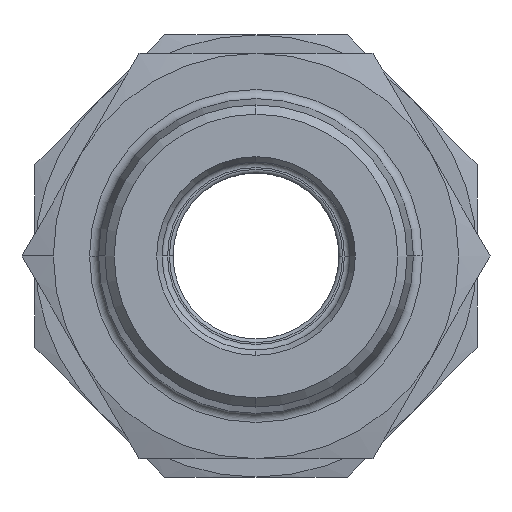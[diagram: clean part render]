
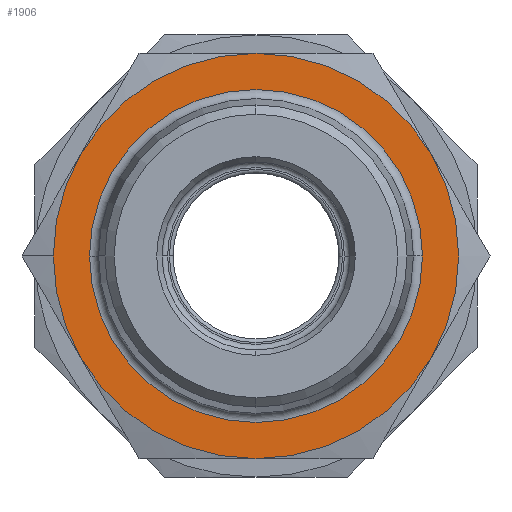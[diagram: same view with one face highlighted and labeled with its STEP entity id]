
A CAD part, left-side view. The second image highlights one B-rep face of the part: STEP entity #1906.
In plain terms, the highlighted planar face has unit normal (-1, 0, 0).
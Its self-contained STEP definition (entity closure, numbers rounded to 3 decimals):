
#273=CARTESIAN_POINT('',(-4.5,9.526,5.5));
#307=CARTESIAN_POINT('',(-4.5,0.,11.));
#341=CARTESIAN_POINT('',(-4.5,-9.526,5.5));
#377=CARTESIAN_POINT('',(-4.5,-9.526,
-5.5));
#411=CARTESIAN_POINT('',(-4.5,0.,-11.));
#461=CARTESIAN_POINT('',(-4.5,9.526,-5.5));
#497=CARTESIAN_POINT('',(-4.5,0.,0.));
#498=DIRECTION('',(-1.,0.,0.));
#499=DIRECTION('',(0.,-0.866,-0.5));
#500=AXIS2_PLACEMENT_3D('',#497,#498,#499);
#506=CARTESIAN_POINT('',(-4.5,0.,0.));
#507=DIRECTION('',(1.,0.,0.));
#508=DIRECTION('',(0.,1.,0.));
#509=AXIS2_PLACEMENT_3D('',#506,#507,#508);
#511=CARTESIAN_POINT('',(-4.5,0.,0.));
#512=DIRECTION('',(1.,0.,0.));
#513=DIRECTION('',(0.,-1.,0.));
#514=AXIS2_PLACEMENT_3D('',#511,#512,#513);
#516=CARTESIAN_POINT('',(-4.5,0.,0.));
#517=DIRECTION('',(1.,0.,0.));
#518=DIRECTION('',(0.,1.,0.));
#519=AXIS2_PLACEMENT_3D('',#516,#517,#518);
#521=CARTESIAN_POINT('',(-4.5,0.,0.));
#522=DIRECTION('',(1.,0.,0.));
#523=DIRECTION('',(0.,0.866,0.5));
#524=AXIS2_PLACEMENT_3D('',#521,#522,#523);
#526=CARTESIAN_POINT('',(-4.5,0.,0.));
#527=DIRECTION('',(1.,0.,0.));
#528=DIRECTION('',(0.,0.,1.));
#529=AXIS2_PLACEMENT_3D('',#526,#527,#528);
#531=CARTESIAN_POINT('',(-4.5,0.,0.));
#532=DIRECTION('',(-1.,0.,0.));
#533=DIRECTION('',(0.,0.,-1.));
#534=AXIS2_PLACEMENT_3D('',#531,#532,#533);
#536=CARTESIAN_POINT('',(-4.5,0.,0.));
#537=DIRECTION('',(-1.,0.,0.));
#538=DIRECTION('',(0.,0.866,-0.5));
#539=AXIS2_PLACEMENT_3D('',#536,#537,#538);
#541=CARTESIAN_POINT('',(-4.5,0.,0.));
#542=DIRECTION('',(-1.,0.,0.));
#543=DIRECTION('',(0.,1.,0.));
#544=AXIS2_PLACEMENT_3D('',#541,#542,#543);
#1097=CARTESIAN_POINT('',(-4.5,9.038,0.));
#1098=CARTESIAN_POINT('',(-4.5,-9.038,0.));
#1099=VERTEX_POINT('',#1097);
#1100=VERTEX_POINT('',#1098);
#1156=VERTEX_POINT('',#341);
#1157=VERTEX_POINT('',#307);
#1158=VERTEX_POINT('',#273);
#1162=VERTEX_POINT('',#411);
#1163=VERTEX_POINT('',#377);
#1164=VERTEX_POINT('',#461);
#1167=CARTESIAN_POINT('',(-4.5,11.,0.));
#1168=VERTEX_POINT('',#1167);
#1885=CARTESIAN_POINT('',(-4.5,0.,0.));
#1886=DIRECTION('',(1.,0.,0.));
#1887=DIRECTION('',(0.,-1.,0.));
#1888=AXIS2_PLACEMENT_3D('',#1885,#1886,#1887);
#1889=PLANE('',#1888);
#1891=ORIENTED_EDGE('',*,*,#1890,.T.);
#1892=ORIENTED_EDGE('',*,*,#1818,.T.);
#1893=ORIENTED_EDGE('',*,*,#1842,.T.);
#1894=ORIENTED_EDGE('',*,*,#1831,.F.);
#1895=ORIENTED_EDGE('',*,*,#1854,.F.);
#1896=ORIENTED_EDGE('',*,*,#1867,.F.);
#1897=ORIENTED_EDGE('',*,*,#1880,.F.);
#1898=EDGE_LOOP('',(#1891,#1892,#1893,#1894,#1895,#1896,#1897));
#1899=FACE_OUTER_BOUND('',#1898,.F.);
#1901=ORIENTED_EDGE('',*,*,#1900,.F.);
#1903=ORIENTED_EDGE('',*,*,#1902,.F.);
#1904=EDGE_LOOP('',(#1901,#1903));
#1905=FACE_BOUND('',#1904,.F.);
#1906=ADVANCED_FACE('',(#1899,#1905),#1889,.F.);
#501=CIRCLE('',#500,11.);
#510=CIRCLE('',#509,9.038);
#515=CIRCLE('',#514,9.038);
#520=CIRCLE('',#519,11.);
#525=CIRCLE('',#524,11.);
#530=CIRCLE('',#529,11.);
#535=CIRCLE('',#534,11.);
#540=CIRCLE('',#539,11.);
#545=CIRCLE('',#544,11.);
#1818=EDGE_CURVE('',#1158,#1157,#525,.T.);
#1831=EDGE_CURVE('',#1163,#1156,#501,.T.);
#1842=EDGE_CURVE('',#1157,#1156,#530,.T.);
#1854=EDGE_CURVE('',#1162,#1163,#535,.T.);
#1867=EDGE_CURVE('',#1164,#1162,#540,.T.);
#1880=EDGE_CURVE('',#1168,#1164,#545,.T.);
#1890=EDGE_CURVE('',#1168,#1158,#520,.T.);
#1900=EDGE_CURVE('',#1099,#1100,#510,.T.);
#1902=EDGE_CURVE('',#1100,#1099,#515,.T.);
